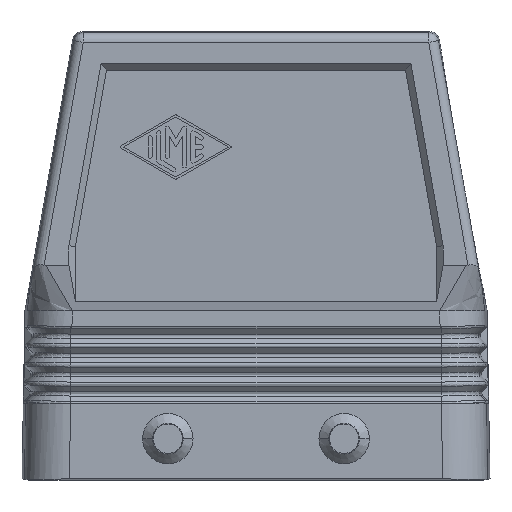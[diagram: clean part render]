
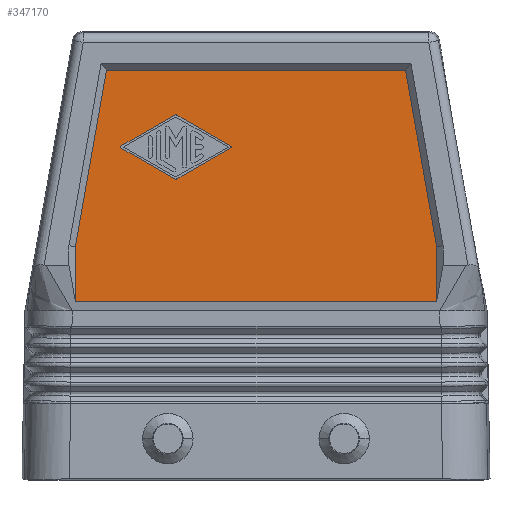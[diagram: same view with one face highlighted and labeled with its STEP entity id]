
A CAD part, left-side view. The second image highlights one B-rep face of the part: STEP entity #347170.
In plain terms, the highlighted planar face has unit normal (-1, 0, 0).
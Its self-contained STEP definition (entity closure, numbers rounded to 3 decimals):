
#25490=CARTESIAN_POINT('',(74.12,40.071,
47.044));
#25500=VERTEX_POINT('',#25490);
#25660=CARTESIAN_POINT('',(74.12,39.74,
47.044));
#25670=VERTEX_POINT('',#25660);
#25700=CARTESIAN_POINT('',(74.12,39.906,47.334));
#25710=DIRECTION('',(-1.,0.,0.));
#25720=DIRECTION('',(0.,-1.,0.));
#25730=AXIS2_PLACEMENT_3D('',#25700,#25710,#25720);
#25740=CIRCLE('',#25730,0.333);
#25750=EDGE_CURVE('',#25500,#25670,#25740,.T.);
#118400=CARTESIAN_POINT('',(74.12,39.74,
56.956));
#118410=VERTEX_POINT('',#118400);
#118570=CARTESIAN_POINT('',(74.12,40.071,
56.956));
#118580=VERTEX_POINT('',#118570);
#118610=CARTESIAN_POINT('',(74.12,39.906,56.666));
#118620=DIRECTION('',(-1.,0.,0.));
#118630=DIRECTION('',(0.,-1.,0.));
#118640=AXIS2_PLACEMENT_3D('',#118610,#118620,#118630);
#118650=CIRCLE('',#118640,0.333);
#118660=EDGE_CURVE('',#118410,#118580,#118650,.T.);
#187780=CARTESIAN_POINT('',(74.12,31.324,
51.855));
#187790=VERTEX_POINT('',#187780);
#187820=CARTESIAN_POINT('',(74.12,24.963,
55.491));
#187830=DIRECTION('',(0.,-0.868,0.496));
#187840=VECTOR('',#187830,1.);
#187850=LINE('',#187820,#187840);
#187860=EDGE_CURVE('',#25670,#187790,#187850,.T.);
#188090=CARTESIAN_POINT('',(74.12,31.324,
52.145));
#188100=VERTEX_POINT('',#188090);
#188200=CARTESIAN_POINT('',(74.12,24.963,
48.509));
#188210=DIRECTION('',(0.,0.868,0.496));
#188220=VECTOR('',#188210,1.);
#188230=LINE('',#188200,#188220);
#188240=EDGE_CURVE('',#188100,#118410,#188230,.T.);
#201660=CARTESIAN_POINT('',(74.12,-0.759,
27.871));
#201670=VERTEX_POINT('',#201660);
#201700=CARTESIAN_POINT('',(74.12,-0.759,
34.229));
#201710=DIRECTION('',(0.,0.,1.));
#201720=VECTOR('',#201710,1.);
#201730=LINE('',#201700,#201720);
#201740=CARTESIAN_POINT('',(74.12,-0.759,
36.494));
#201750=VERTEX_POINT('',#201740);
#201760=EDGE_CURVE('',#201670,#201750,#201730,.T.);
#206900=CARTESIAN_POINT('',(74.12,31.407,52.));
#206910=DIRECTION('',(-1.,0.,0.));
#206920=DIRECTION('',(0.,-1.,0.));
#206930=AXIS2_PLACEMENT_3D('',#206900,#206910,#206920);
#206940=CIRCLE('',#206930,0.167);
#206950=EDGE_CURVE('',#187790,#188100,#206940,.T.);
#256130=CARTESIAN_POINT('',(74.12,-1.158,
34.229));
#256140=DIRECTION('',(0.,0.174,0.985));
#256150=VECTOR('',#256140,1.);
#256160=LINE('',#256130,#256150);
#256170=CARTESIAN_POINT('',(74.12,4.087,
64.));
#256180=VERTEX_POINT('',#256170);
#256190=EDGE_CURVE('',#201750,#256180,#256160,.T.);
#280650=CARTESIAN_POINT('',(74.12,48.487,
52.145));
#280660=VERTEX_POINT('',#280650);
#280690=CARTESIAN_POINT('',(74.12,24.963,
65.591));
#280700=DIRECTION('',(0.,0.868,-0.496));
#280710=VECTOR('',#280700,1.);
#280720=LINE('',#280690,#280710);
#280730=EDGE_CURVE('',#118580,#280660,#280720,.T.);
#344920=CARTESIAN_POINT('',(74.12,48.487,
51.855));
#344930=VERTEX_POINT('',#344920);
#344960=CARTESIAN_POINT('',(74.12,48.405,52.));
#344970=DIRECTION('',(-1.,0.,0.));
#344980=DIRECTION('',(0.,-1.,0.));
#344990=AXIS2_PLACEMENT_3D('',#344960,#344970,#344980);
#345000=CIRCLE('',#344990,0.167);
#345010=EDGE_CURVE('',#280660,#344930,#345000,.T.);
#345270=CARTESIAN_POINT('',(74.12,25.163,
64.));
#345280=DIRECTION('',(0.,1.,0.));
#345290=VECTOR('',#345280,1.);
#345300=LINE('',#345270,#345290);
#345310=CARTESIAN_POINT('',(74.12,50.734,
64.));
#345320=VERTEX_POINT('',#345310);
#345330=EDGE_CURVE('',#256180,#345320,#345300,.T.);
#345650=CARTESIAN_POINT('',(74.12,55.979,
34.229));
#345660=DIRECTION('',(0.,-0.174,0.985));
#345670=VECTOR('',#345660,1.);
#345680=LINE('',#345650,#345670);
#345690=CARTESIAN_POINT('',(74.12,55.579,
36.5));
#345700=VERTEX_POINT('',#345690);
#345710=EDGE_CURVE('',#345700,#345320,#345680,.T.);
#346510=CARTESIAN_POINT('',(74.12,55.579,
34.229));
#346520=DIRECTION('',(0.,0.,1.));
#346530=VECTOR('',#346520,1.);
#346540=LINE('',#346510,#346530);
#346550=CARTESIAN_POINT('',(74.12,55.579,
27.871));
#346560=VERTEX_POINT('',#346550);
#346570=EDGE_CURVE('',#346560,#345700,#346540,.T.);
#346840=CARTESIAN_POINT('',(74.12,54.827,
50.993));
#346850=DIRECTION('',(1.,0.,0.));
#346860=DIRECTION('',(0.,1.,0.));
#346870=AXIS2_PLACEMENT_3D('',#346840,#346850,#346860);
#346880=PLANE('',#346870);
#346890=ORIENTED_EDGE('',*,*,#188240,.F.);
#346900=ORIENTED_EDGE('',*,*,#118660,.F.);
#346910=ORIENTED_EDGE('',*,*,#280730,.F.);
#346920=ORIENTED_EDGE('',*,*,#345010,.F.);
#346930=CARTESIAN_POINT('',(74.12,24.963,
38.409));
#346940=DIRECTION('',(0.,-0.868,-0.496));
#346950=VECTOR('',#346940,1.);
#346960=LINE('',#346930,#346950);
#346970=EDGE_CURVE('',#344930,#25500,#346960,.T.);
#346980=ORIENTED_EDGE('',*,*,#346970,.F.);
#346990=ORIENTED_EDGE('',*,*,#25750,.F.);
#347000=ORIENTED_EDGE('',*,*,#187860,.F.);
#347010=ORIENTED_EDGE('',*,*,#206950,.F.);
#347020=EDGE_LOOP('',(#347010,#347000,#346990,#346980,#346920,#346910,
#346900,#346890));
#347030=FACE_BOUND('',#347020,.T.);
#347040=ORIENTED_EDGE('',*,*,#346570,.F.);
#347050=ORIENTED_EDGE('',*,*,#345710,.F.);
#347060=ORIENTED_EDGE('',*,*,#345330,.T.);
#347070=ORIENTED_EDGE('',*,*,#256190,.T.);
#347080=ORIENTED_EDGE('',*,*,#201760,.T.);
#347090=CARTESIAN_POINT('',(74.12,25.163,
27.871));
#347100=DIRECTION('',(0.,1.,0.));
#347110=VECTOR('',#347100,1.);
#347120=LINE('',#347090,#347110);
#347130=EDGE_CURVE('',#201670,#346560,#347120,.T.);
#347140=ORIENTED_EDGE('',*,*,#347130,.F.);
#347150=EDGE_LOOP('',(#347140,#347080,#347070,#347060,#347050,#347040));
#347160=FACE_OUTER_BOUND('',#347150,.T.);
#347170=ADVANCED_FACE('',(#347030,#347160),#346880,.F.);
